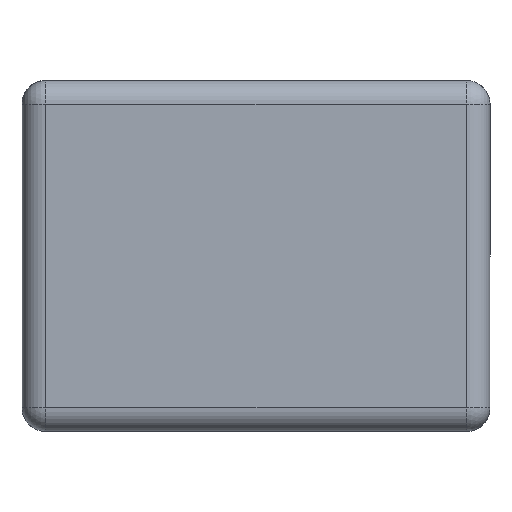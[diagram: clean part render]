
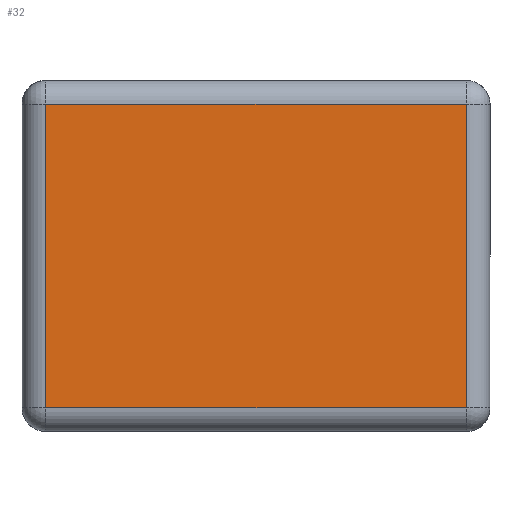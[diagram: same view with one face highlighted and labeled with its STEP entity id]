
A CAD part, front view. The second image highlights one B-rep face of the part: STEP entity #32.
In plain terms, the highlighted planar face has unit normal (0, -1, 0).
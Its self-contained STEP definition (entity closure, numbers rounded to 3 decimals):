
#32 = ADVANCED_FACE ( 'NONE', ( #1136 ), #1173, .F. ) ;
#98 = CARTESIAN_POINT ( 'NONE',  ( 26.963, -4., 19.362 ) ) ;
#242 = LINE ( 'NONE', #1615, #1031 ) ;
#541 = EDGE_CURVE ( 'NONE', #1312, #2663, #1330, .T. ) ;
#630 = EDGE_CURVE ( 'NONE', #2928, #2788, #242, .T. ) ;
#744 = ORIENTED_EDGE ( 'NONE', *, *, #2836, .T. ) ;
#835 = CARTESIAN_POINT ( 'NONE',  ( 26.862, -4., -19.463 ) ) ;
#852 = ORIENTED_EDGE ( 'NONE', *, *, #630, .T. ) ;
#900 = CARTESIAN_POINT ( 'NONE',  ( 26.963, -4., -19.463 ) ) ;
#921 = VECTOR ( 'NONE', #2689, 1000. ) ;
#1031 = VECTOR ( 'NONE', #1586, 1000. ) ;
#1136 = FACE_OUTER_BOUND ( 'NONE', #2670, .T. ) ;
#1157 = ORIENTED_EDGE ( 'NONE', *, *, #541, .T. ) ;
#1173 = PLANE ( 'NONE',  #3000 ) ;
#1207 = EDGE_CURVE ( 'NONE', #2788, #1312, #2818, .T. ) ;
#1312 = VERTEX_POINT ( 'NONE', #900 ) ;
#1330 = LINE ( 'NONE', #98, #921 ) ;
#1394 = CARTESIAN_POINT ( 'NONE',  ( 0., -4., 0. ) ) ;
#1586 = DIRECTION ( 'NONE',  ( 0., 0., -1. ) ) ;
#1615 = CARTESIAN_POINT ( 'NONE',  ( -26.963, -4., -19.362 ) ) ;
#1641 = CARTESIAN_POINT ( 'NONE',  ( 26.963, -4., 19.463 ) ) ;
#2060 = CARTESIAN_POINT ( 'NONE',  ( -26.862, -4., 19.463 ) ) ;
#2094 = CARTESIAN_POINT ( 'NONE',  ( -26.963, -4., 19.463 ) ) ;
#2188 = DIRECTION ( 'NONE',  ( 0., 1., 0. ) ) ;
#2284 = LINE ( 'NONE', #2060, #2473 ) ;
#2473 = VECTOR ( 'NONE', #3325, 1000. ) ;
#2650 = ORIENTED_EDGE ( 'NONE', *, *, #1207, .T. ) ;
#2663 = VERTEX_POINT ( 'NONE', #1641 ) ;
#2670 = EDGE_LOOP ( 'NONE', ( #852, #2650, #1157, #744 ) ) ;
#2677 = VECTOR ( 'NONE', #3179, 1000. ) ;
#2689 = DIRECTION ( 'NONE',  ( 0., 0., 1. ) ) ;
#2731 = DIRECTION ( 'NONE',  ( 0., 0., 1. ) ) ;
#2788 = VERTEX_POINT ( 'NONE', #3244 ) ;
#2818 = LINE ( 'NONE', #835, #2677 ) ;
#2836 = EDGE_CURVE ( 'NONE', #2663, #2928, #2284, .T. ) ;
#2928 = VERTEX_POINT ( 'NONE', #2094 ) ;
#3000 = AXIS2_PLACEMENT_3D ( 'NONE', #1394, #2188, #2731 ) ;
#3179 = DIRECTION ( 'NONE',  ( 1., 0., 0. ) ) ;
#3244 = CARTESIAN_POINT ( 'NONE',  ( -26.963, -4., -19.463 ) ) ;
#3325 = DIRECTION ( 'NONE',  ( -1., 0., 0. ) ) ;
